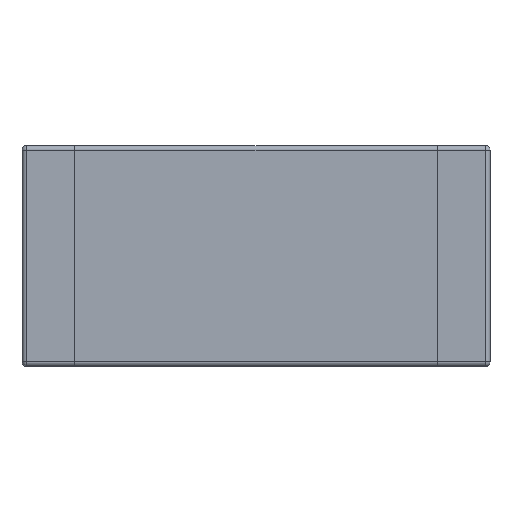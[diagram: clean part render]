
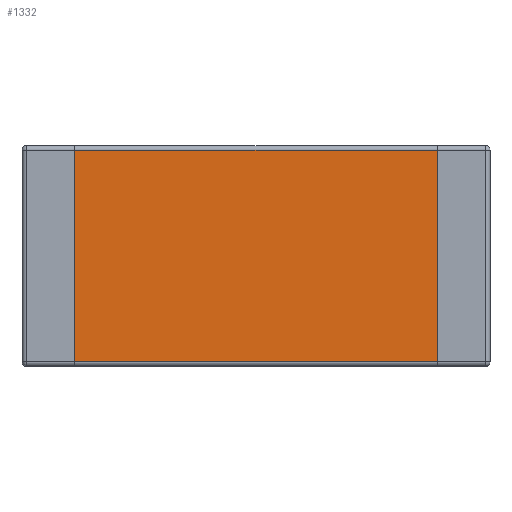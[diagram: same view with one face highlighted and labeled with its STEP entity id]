
A CAD part, front view. The second image highlights one B-rep face of the part: STEP entity #1332.
In plain terms, the highlighted planar face has unit normal (0, -1, 0).
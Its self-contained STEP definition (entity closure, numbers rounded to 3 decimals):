
#53 = CARTESIAN_POINT ( 'NONE',  ( 2.05, 0., 1.2 ) ) ;
#273 = CARTESIAN_POINT ( 'NONE',  ( -2.05, 0., 1.2 ) ) ;
#453 = DIRECTION ( 'NONE',  ( -1., 0., 0. ) ) ;
#454 = VECTOR ( 'NONE', #453, 1000. ) ;
#455 = CARTESIAN_POINT ( 'NONE',  ( -2.65, 0., 1.2 ) ) ;
#456 = LINE ( 'NONE', #455, #454 ) ;
#519 = DIRECTION ( 'NONE',  ( 1., 0., 0. ) ) ;
#520 = VECTOR ( 'NONE', #519, 1000. ) ;
#521 = CARTESIAN_POINT ( 'NONE',  ( 2.65, 0., -1.2 ) ) ;
#522 = LINE ( 'NONE', #521, #520 ) ;
#523 = DIRECTION ( 'NONE',  ( 0., 0., -1. ) ) ;
#524 = DIRECTION ( 'NONE',  ( 0., -1., 0. ) ) ;
#525 = CARTESIAN_POINT ( 'NONE',  ( 2.65, 0., -1.25 ) ) ;
#526 = AXIS2_PLACEMENT_3D ( 'NONE', #525, #524, #523 ) ;
#527 = PLANE ( 'NONE',  #526 ) ;
#542 = FACE_OUTER_BOUND ( 'NONE', #1333, .T. ) ;
#1119 = VERTEX_POINT ( 'NONE', #1451 ) ;
#1142 = VERTEX_POINT ( 'NONE', #1523 ) ;
#1147 = EDGE_CURVE ( 'NONE', #1188, #1142, #1554, .T. ) ;
#1148 = EDGE_CURVE ( 'NONE', #1119, #1261, #1550, .T. ) ;
#1188 = VERTEX_POINT ( 'NONE', #53 ) ;
#1261 = VERTEX_POINT ( 'NONE', #273 ) ;
#1314 = ORIENTED_EDGE ( 'NONE', *, *, #1315, .T. ) ;
#1315 = EDGE_CURVE ( 'NONE', #1188, #1261, #456, .T. ) ;
#1332 = ADVANCED_FACE ( 'NONE', ( #542 ), #527, .T. ) ;
#1333 = EDGE_LOOP ( 'NONE', ( #1334, #1335, #1337, #1314 ) ) ;
#1334 = ORIENTED_EDGE ( 'NONE', *, *, #1148, .F. ) ;
#1335 = ORIENTED_EDGE ( 'NONE', *, *, #1336, .T. ) ;
#1336 = EDGE_CURVE ( 'NONE', #1119, #1142, #522, .T. ) ;
#1337 = ORIENTED_EDGE ( 'NONE', *, *, #1147, .F. ) ;
#1451 = CARTESIAN_POINT ( 'NONE',  ( -2.05, 0., -1.2 ) ) ;
#1523 = CARTESIAN_POINT ( 'NONE',  ( 2.05, 0., -1.2 ) ) ;
#1547 = DIRECTION ( 'NONE',  ( 0., 0., 1. ) ) ;
#1548 = VECTOR ( 'NONE', #1547, 1000. ) ;
#1549 = CARTESIAN_POINT ( 'NONE',  ( -2.05, 0., -1.25 ) ) ;
#1550 = LINE ( 'NONE', #1549, #1548 ) ;
#1551 = DIRECTION ( 'NONE',  ( 0., 0., -1. ) ) ;
#1552 = VECTOR ( 'NONE', #1551, 1000. ) ;
#1553 = CARTESIAN_POINT ( 'NONE',  ( 2.05, 0., -1.25 ) ) ;
#1554 = LINE ( 'NONE', #1553, #1552 ) ;
